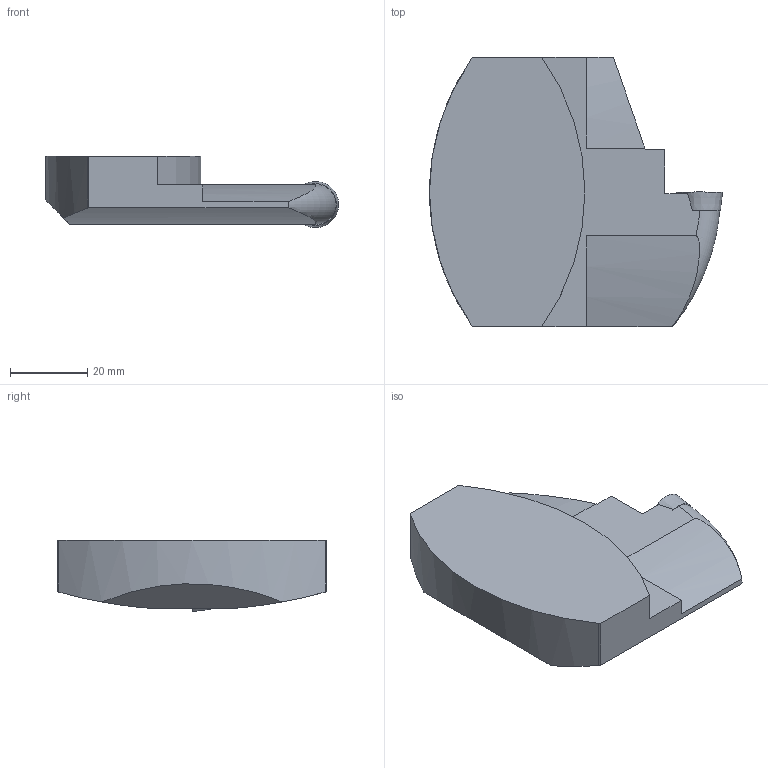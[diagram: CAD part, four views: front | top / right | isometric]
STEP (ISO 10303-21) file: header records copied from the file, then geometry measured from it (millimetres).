
FILE_DESCRIPTION(/* description */ (''),/* implementation_level */ '2;1');
FILE_NAME(/* name */ '1540360529210.stp',/* time_stamp */ '2018-10-24T11:25:51+06:00',/* author */ (''),/* organization */ ('SMS'),/* preprocessor_version */ 'ST-DEVELOPER v15',/* originating_system */ 'SIEMENS PLM Software NX 8.5',/* authorisation */ '');
FILE_SCHEMA (('AUTOMOTIVE_DESIGN { 1 0 10303 214 3 1 1 1 }'));
Length unit declared in the file: millimetre
Products named in the file (4): IsoTurningInsert; ASSEMBLY_CONSTRUCTION; 201942727mod000_00; 201942726mod000_00
Assembly tree (3 placements, depth 2):
  201942726mod000_00
    201942727mod000_00
    ASSEMBLY_CONSTRUCTION
    IsoTurningInsert
Bounding box: 76.08 x 70 x 18.48 mm (x, y, z)
Volume: 53157.4 mm3; surface area: 11887.7 mm2
Topology: 2 solids, 2 shells, 35 faces, 87 edges, 63 vertices
Faces by surface type: plane 18, cylinder 8, torus 5, cone 4
Full cylindrical faces by diameter (mm): 4.4 x2
Entity records: 1218 total; most frequent: CARTESIAN_POINT 248, DIRECTION 185, ORIENTED_EDGE 152, EDGE_CURVE 76, AXIS2_PLACEMENT_3D 73, VERTEX_POINT 55, EDGE_LOOP 47, LINE 39
